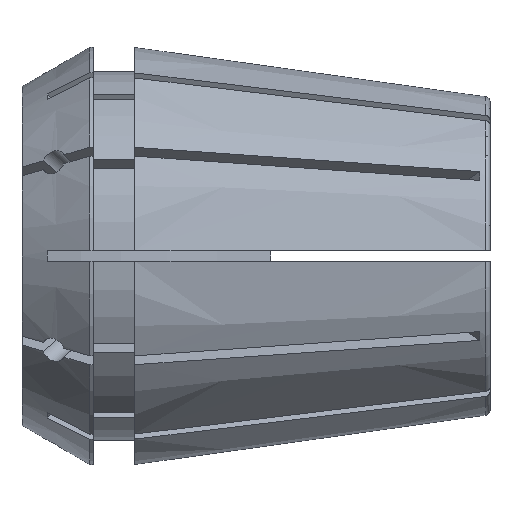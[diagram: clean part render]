
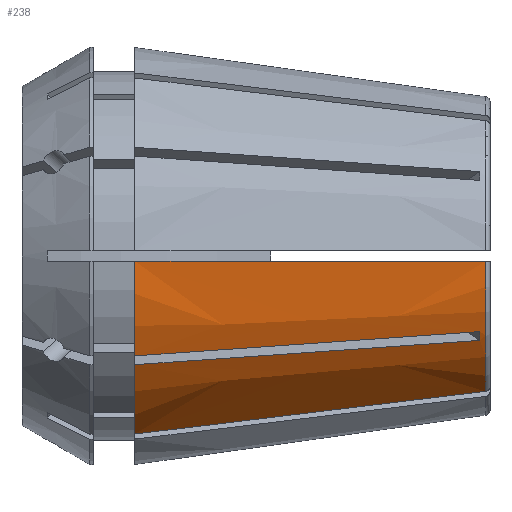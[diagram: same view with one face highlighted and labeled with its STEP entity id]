
A CAD part, front view. The second image highlights one B-rep face of the part: STEP entity #238.
In plain terms, the highlighted conical face has half-angle 8 degrees and reference radius 15.595 mm.
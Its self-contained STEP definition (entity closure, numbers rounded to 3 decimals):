
#40 = CARTESIAN_POINT ( 'NONE',  ( 11.1, -10.68, -17.499 ) ) ;
#42 = CARTESIAN_POINT ( 'NONE',  ( 22.59, -9.872, -16.1 ) ) ;
#43 = DIRECTION ( 'NONE',  ( 0., 0., -1. ) ) ;
#44 = DIRECTION ( 'NONE',  ( -1., 0., 0. ) ) ;
#45 = CARTESIAN_POINT ( 'NONE',  ( 45.57, 0., 0. ) ) ;
#46 = CARTESIAN_POINT ( 'NONE',  ( 34.08, -9.065, -14.701 ) ) ;
#47 = CARTESIAN_POINT ( 'NONE',  ( 45.57, -8.257, -13.302 ) ) ;
#49 = CARTESIAN_POINT ( 'NONE',  ( 11.1, -20.494, -0.5 ) ) ;
#51 = CARTESIAN_POINT ( 'NONE',  ( 22.59, -18.879, -0.5 ) ) ;
#54 = DIRECTION ( 'NONE',  ( 0., 0., 1. ) ) ;
#56 = DIRECTION ( 'NONE',  ( -1., 0., 0. ) ) ;
#58 = CARTESIAN_POINT ( 'NONE',  ( 11.1, 0., 0. ) ) ;
#59 = CARTESIAN_POINT ( 'NONE',  ( 34.08, -17.264, -0.5 ) ) ;
#62 = CARTESIAN_POINT ( 'NONE',  ( 45.57, -15.648, -0.5 ) ) ;
#63 = CARTESIAN_POINT ( 'NONE',  ( 11.1, -17.999, -9.814 ) ) ;
#64 = CARTESIAN_POINT ( 'NONE',  ( 22.398, -16.623, -9.02 ) ) ;
#66 = CARTESIAN_POINT ( 'NONE',  ( 44.995, -13.371, -8.297 ) ) ;
#67 = CARTESIAN_POINT ( 'NONE',  ( 45.002, -13.547, -8.014 ) ) ;
#68 = CARTESIAN_POINT ( 'NONE',  ( 33.697, -15.247, -8.226 ) ) ;
#70 = CARTESIAN_POINT ( 'NONE',  ( 44.995, -13.871, -7.431 ) ) ;
#73 = CARTESIAN_POINT ( 'NONE',  ( 44.995, -13.871, -7.431 ) ) ;
#75 = CARTESIAN_POINT ( 'NONE',  ( 11.1, -17.499, -10.68 ) ) ;
#76 = CARTESIAN_POINT ( 'NONE',  ( 44.995, -13.371, -8.297 ) ) ;
#77 = DIRECTION ( 'NONE',  ( 0., 0., 1. ) ) ;
#78 = DIRECTION ( 'NONE',  ( -1., 0., 0. ) ) ;
#79 = CARTESIAN_POINT ( 'NONE',  ( 11.1, 0., 0. ) ) ;
#80 = CARTESIAN_POINT ( 'NONE',  ( 22.398, -16.123, -9.886 ) ) ;
#83 = CARTESIAN_POINT ( 'NONE',  ( 33.697, -14.747, -9.092 ) ) ;
#88 = CARTESIAN_POINT ( 'NONE',  ( 45.002, -13.713, -7.725 ) ) ;
#238 = ADVANCED_FACE ( 'NONE', ( #3511 ), #5629, .T. ) ;
#524 = AXIS2_PLACEMENT_3D ( 'NONE', #2266, #2268, #2274 ) ;
#1394 = CIRCLE ( 'NONE', #4031, 20.5 ) ;
#1395 = CIRCLE ( 'NONE', #4032, 20.5 ) ;
#1396 = CIRCLE ( 'NONE', #4033, 15.656 ) ;
#1627 = CARTESIAN_POINT ( 'NONE',  ( 45.57, -8.257, -13.302 ) ) ;
#1630 = CARTESIAN_POINT ( 'NONE',  ( 11.1, -17.499, -10.68 ) ) ;
#1639 = CARTESIAN_POINT ( 'NONE',  ( 44.995, -13.371, -8.297 ) ) ;
#2266 = CARTESIAN_POINT ( 'NONE',  ( 46., 0., 0. ) ) ;
#2268 = DIRECTION ( 'NONE',  ( -1., 0., 0. ) ) ;
#2274 = DIRECTION ( 'NONE',  ( 0., 0., 1. ) ) ;
#2824 = CARTESIAN_POINT ( 'NONE',  ( 44.995, -13.871, -7.431 ) ) ;
#2875 = CARTESIAN_POINT ( 'NONE',  ( 11.1, -17.999, -9.814 ) ) ;
#2896 = CARTESIAN_POINT ( 'NONE',  ( 45.57, -15.648, -0.5 ) ) ;
#2943 = CARTESIAN_POINT ( 'NONE',  ( 11.1, -10.68, -17.499 ) ) ;
#3058 = CARTESIAN_POINT ( 'NONE',  ( 11.1, -20.494, -0.5 ) ) ;
#3511 = FACE_OUTER_BOUND ( 'NONE', #6387, .T. ) ;
#4031 = AXIS2_PLACEMENT_3D ( 'NONE', #79, #78, #77 ) ;
#4032 = AXIS2_PLACEMENT_3D ( 'NONE', #58, #56, #54 ) ;
#4033 = AXIS2_PLACEMENT_3D ( 'NONE', #45, #44, #43 ) ;
#4448 = ORIENTED_EDGE ( 'NONE', *, *, #5109, .F. ) ;
#4449 = ORIENTED_EDGE ( 'NONE', *, *, #5108, .T. ) ;
#4450 = ORIENTED_EDGE ( 'NONE', *, *, #5107, .T. ) ;
#4451 = ORIENTED_EDGE ( 'NONE', *, *, #5106, .F. ) ;
#4452 = ORIENTED_EDGE ( 'NONE', *, *, #5105, .F. ) ;
#4453 = ORIENTED_EDGE ( 'NONE', *, *, #5104, .T. ) ;
#4454 = ORIENTED_EDGE ( 'NONE', *, *, #5103, .T. ) ;
#4455 = ORIENTED_EDGE ( 'NONE', *, *, #5102, .F. ) ;
#4595 = VERTEX_POINT ( 'NONE', #2943 ) ;
#4610 = VERTEX_POINT ( 'NONE', #2896 ) ;
#4620 = VERTEX_POINT ( 'NONE', #2875 ) ;
#4637 = VERTEX_POINT ( 'NONE', #2824 ) ;
#4653 = VERTEX_POINT ( 'NONE', #3058 ) ;
#4683 = B_SPLINE_CURVE_WITH_KNOTS ( 'NONE', 3,
 ( #76, #83, #80, #75 ),
 .UNSPECIFIED., .F., .F.,
 ( 4, 4 ),
 ( 0.082, 0.116 ),
 .UNSPECIFIED. ) ;
#4684 = B_SPLINE_CURVE_WITH_KNOTS ( 'NONE', 3,
 ( #70, #88, #67, #66 ),
 .UNSPECIFIED., .F., .F.,
 ( 4, 4 ),
 ( 0., 0.001 ),
 .UNSPECIFIED. ) ;
#4685 = B_SPLINE_CURVE_WITH_KNOTS ( 'NONE', 3,
 ( #73, #68, #64, #63 ),
 .UNSPECIFIED., .F., .F.,
 ( 4, 4 ),
 ( 0.082, 0.116 ),
 .UNSPECIFIED. ) ;
#4686 = B_SPLINE_CURVE_WITH_KNOTS ( 'NONE', 3,
 ( #62, #59, #51, #49 ),
 .UNSPECIFIED., .F., .F.,
 ( 4, 4 ),
 ( 0.081, 0.116 ),
 .UNSPECIFIED. ) ;
#4687 = B_SPLINE_CURVE_WITH_KNOTS ( 'NONE', 3,
 ( #47, #46, #42, #40 ),
 .UNSPECIFIED., .F., .F.,
 ( 4, 4 ),
 ( 0.081, 0.116 ),
 .UNSPECIFIED. ) ;
#5102 = EDGE_CURVE ( 'NONE', #4595, #5179, #1394, .T. ) ;
#5103 = EDGE_CURVE ( 'NONE', #5188, #5179, #4683, .T. ) ;
#5104 = EDGE_CURVE ( 'NONE', #4637, #5188, #4684, .T. ) ;
#5105 = EDGE_CURVE ( 'NONE', #4637, #4620, #4685, .T. ) ;
#5106 = EDGE_CURVE ( 'NONE', #4620, #4653, #1395, .T. ) ;
#5107 = EDGE_CURVE ( 'NONE', #4610, #4653, #4686, .T. ) ;
#5108 = EDGE_CURVE ( 'NONE', #5176, #4610, #1396, .T. ) ;
#5109 = EDGE_CURVE ( 'NONE', #5176, #4595, #4687, .T. ) ;
#5176 = VERTEX_POINT ( 'NONE', #1627 ) ;
#5179 = VERTEX_POINT ( 'NONE', #1630 ) ;
#5188 = VERTEX_POINT ( 'NONE', #1639 ) ;
#5629 = CONICAL_SURFACE ( 'NONE', #524, 15.595, 0.14 ) ;
#6387 = EDGE_LOOP ( 'NONE', ( #4448, #4449, #4450, #4451, #4452, #4453, #4454, #4455 ) ) ;
